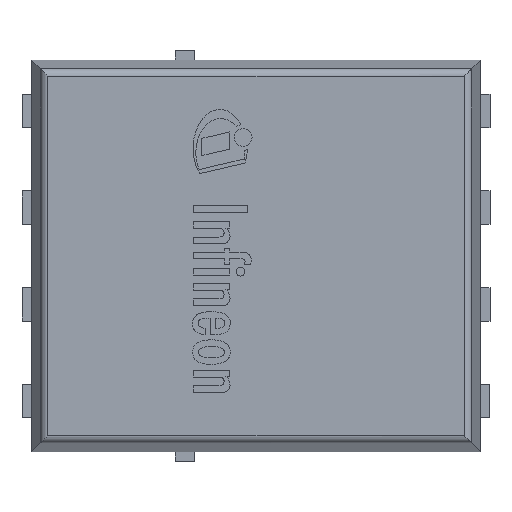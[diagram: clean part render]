
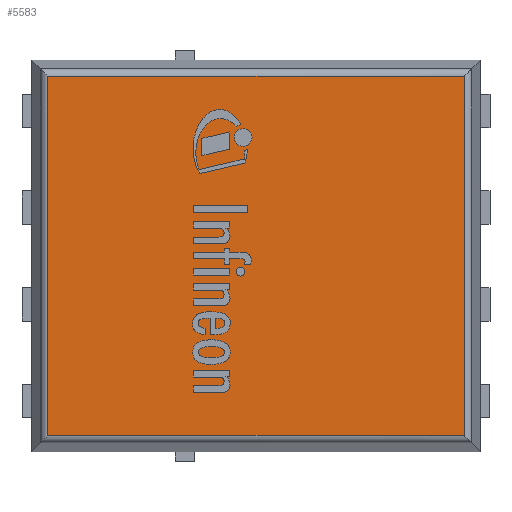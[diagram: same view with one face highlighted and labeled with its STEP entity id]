
A CAD part, top view. The second image highlights one B-rep face of the part: STEP entity #5583.
In plain terms, the highlighted planar face has unit normal (0, 0, 1).
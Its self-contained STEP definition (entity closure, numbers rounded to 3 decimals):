
#239=PLANE('',#6169);
#544=FACE_OUTER_BOUND('',#857,.T.);
#857=EDGE_LOOP('',(#5124,#5125,#5126,#5127));
#1402=LINE('',#9494,#1945);
#1403=LINE('',#9496,#1946);
#1404=LINE('',#9498,#1947);
#1405=LINE('',#9499,#1948);
#1945=VECTOR('',#7840,1000.);
#1946=VECTOR('',#7841,1000.);
#1947=VECTOR('',#7842,1000.);
#1948=VECTOR('',#7843,1000.);
#2735=VERTEX_POINT('',#9492);
#2736=VERTEX_POINT('',#9493);
#2737=VERTEX_POINT('',#9495);
#2738=VERTEX_POINT('',#9497);
#3534=EDGE_CURVE('',#2735,#2736,#1402,.T.);
#3535=EDGE_CURVE('',#2736,#2737,#1403,.T.);
#3536=EDGE_CURVE('',#2737,#2738,#1404,.T.);
#3537=EDGE_CURVE('',#2738,#2735,#1405,.T.);
#5124=ORIENTED_EDGE('',*,*,#3534,.T.);
#5125=ORIENTED_EDGE('',*,*,#3535,.T.);
#5126=ORIENTED_EDGE('',*,*,#3536,.T.);
#5127=ORIENTED_EDGE('',*,*,#3537,.T.);
#5583=ADVANCED_FACE('',(#544),#239,.T.);
#6169=AXIS2_PLACEMENT_3D('',#9491,#7838,#7839);
#7838=DIRECTION('center_axis',(0.,0.,1.));
#7839=DIRECTION('ref_axis',(0.,1.,0.));
#7840=DIRECTION('',(0.,-1.,0.));
#7841=DIRECTION('',(1.,0.,0.));
#7842=DIRECTION('',(0.,1.,0.));
#7843=DIRECTION('',(-1.,0.,0.));
#9491=CARTESIAN_POINT('Origin',(0.,0.,1.));
#9492=CARTESIAN_POINT('',(-2.734,2.359,1.));
#9493=CARTESIAN_POINT('',(-2.734,-2.359,1.));
#9494=CARTESIAN_POINT('',(-2.734,-2.443,1.));
#9495=CARTESIAN_POINT('',(2.734,-2.359,1.));
#9496=CARTESIAN_POINT('',(2.818,-2.359,1.));
#9497=CARTESIAN_POINT('',(2.734,2.359,1.));
#9498=CARTESIAN_POINT('',(2.734,2.443,1.));
#9499=CARTESIAN_POINT('',(-2.818,2.359,1.));
